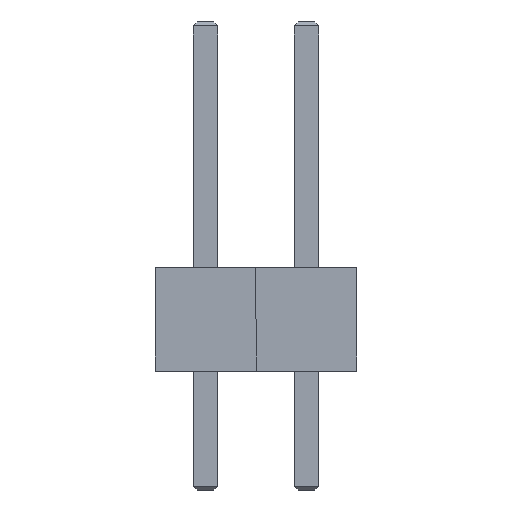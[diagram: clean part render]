
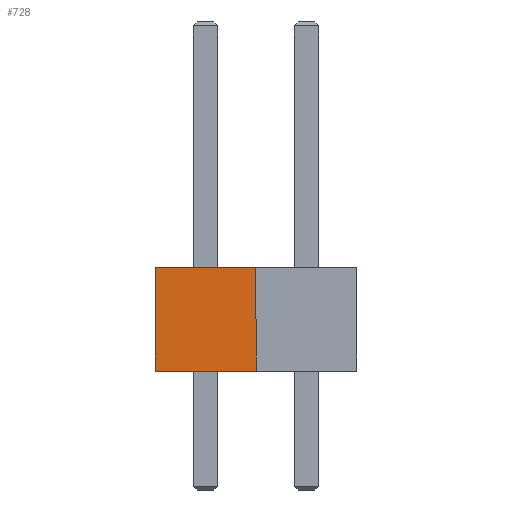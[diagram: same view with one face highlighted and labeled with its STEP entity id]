
A CAD part, front view. The second image highlights one B-rep face of the part: STEP entity #728.
In plain terms, the highlighted face is planar.
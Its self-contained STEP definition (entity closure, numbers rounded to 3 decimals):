
#728=ADVANCED_FACE('',(#933),#935,.T.);
#933=FACE_BOUND('',#934,.T.);
#934=EDGE_LOOP('',(#1089,#1090,#1091,#1092));
#935=PLANE('',#936);
#936=AXIS2_PLACEMENT_3D('',#937,#938,#939);
#937=CARTESIAN_POINT('',(0.,0.,0.));
#938=DIRECTION('',(0.,0.,1.));
#939=DIRECTION('',(1.,0.,0.));
#1089=ORIENTED_EDGE('',*,*,#1163,.T.);
#1090=ORIENTED_EDGE('',*,*,#1181,.T.);
#1091=ORIENTED_EDGE('',*,*,#1182,.F.);
#1092=ORIENTED_EDGE('',*,*,#1183,.F.);
#1163=EDGE_CURVE('',#1218,#1216,#1219,.T.);
#1181=EDGE_CURVE('',#1216,#1246,#1248,.T.);
#1182=EDGE_CURVE('',#1249,#1246,#1250,.T.);
#1183=EDGE_CURVE('',#1218,#1249,#1251,.T.);
#1216=VERTEX_POINT('',#1302);
#1218=VERTEX_POINT('',#1306);
#1219=LINE('',#1307,#1308);
#1246=VERTEX_POINT('',#1368);
#1248=LINE('',#1372,#1373);
#1249=VERTEX_POINT('',#1375);
#1250=LINE('',#1376,#1377);
#1251=LINE('',#1379,#1380);
#1302=CARTESIAN_POINT('',(2.54,0.,0.));
#1306=CARTESIAN_POINT('',(0.,0.,0.));
#1307=CARTESIAN_POINT('',(0.,0.,0.));
#1308=VECTOR('',#1309,1.);
#1309=DIRECTION('',(1.,0.,0.));
#1368=CARTESIAN_POINT('',(2.54,2.6,0.));
#1372=CARTESIAN_POINT('',(2.54,0.,0.));
#1373=VECTOR('',#1374,1.);
#1374=DIRECTION('',(0.,1.,0.));
#1375=CARTESIAN_POINT('',(0.,2.6,0.));
#1376=CARTESIAN_POINT('',(0.,2.6,0.));
#1377=VECTOR('',#1378,1.);
#1378=DIRECTION('',(1.,0.,0.));
#1379=CARTESIAN_POINT('',(0.,0.,0.));
#1380=VECTOR('',#1381,1.);
#1381=DIRECTION('',(0.,1.,0.));
